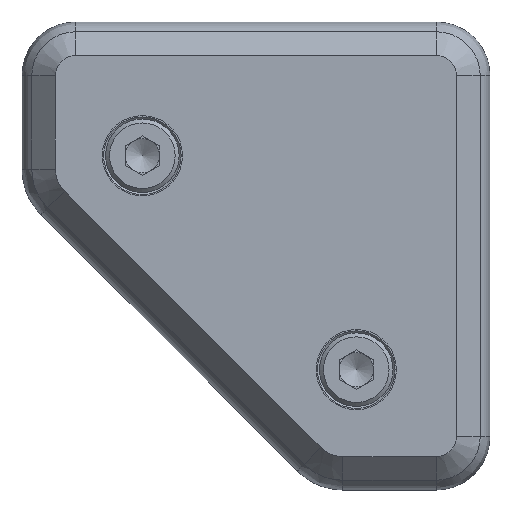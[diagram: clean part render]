
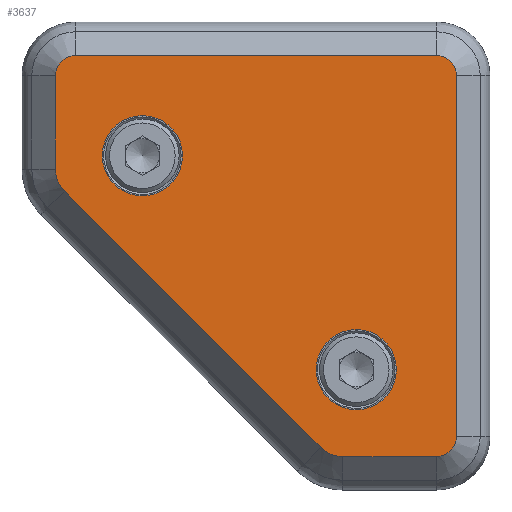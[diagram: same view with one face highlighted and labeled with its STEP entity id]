
A CAD part, front view. The second image highlights one B-rep face of the part: STEP entity #3637.
In plain terms, the highlighted planar face has unit normal (0, -1, 0).
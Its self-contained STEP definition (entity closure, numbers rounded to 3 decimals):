
#113=FACE_BOUND('',#670,.T.);
#114=FACE_BOUND('',#671,.T.);
#182=PLANE('',#4051);
#438=FACE_OUTER_BOUND('',#669,.T.);
#669=EDGE_LOOP('',(#3086,#3087,#3088,#3089,#3090,#3091,#3092,#3093,#3094,
#3095));
#670=EDGE_LOOP('',(#3096));
#671=EDGE_LOOP('',(#3097));
#911=LINE('',#6369,#1197);
#915=LINE('',#6378,#1201);
#918=LINE('',#6386,#1204);
#936=LINE('',#6432,#1222);
#937=LINE('',#6434,#1223);
#1197=VECTOR('',#4905,10.);
#1201=VECTOR('',#4915,10.);
#1204=VECTOR('',#4924,10.);
#1222=VECTOR('',#4970,10.);
#1223=VECTOR('',#4973,10.);
#1456=CIRCLE('',#4027,1.5);
#1457=CIRCLE('',#4030,1.5);
#1460=CIRCLE('',#4040,1.5);
#1461=CIRCLE('',#4042,2.3);
#1462=CIRCLE('',#4044,2.3);
#1465=CIRCLE('',#4052,3.);
#1466=CIRCLE('',#4053,3.);
#1736=VERTEX_POINT('',#6366);
#1737=VERTEX_POINT('',#6368);
#1738=VERTEX_POINT('',#6372);
#1739=VERTEX_POINT('',#6376);
#1740=VERTEX_POINT('',#6380);
#1741=VERTEX_POINT('',#6384);
#1752=VERTEX_POINT('',#6418);
#1753=VERTEX_POINT('',#6422);
#1754=VERTEX_POINT('',#6424);
#1755=VERTEX_POINT('',#6428);
#1758=VERTEX_POINT('',#6444);
#1759=VERTEX_POINT('',#6446);
#2185=EDGE_CURVE('',#1736,#1737,#911,.T.);
#2188=EDGE_CURVE('',#1738,#1736,#1456,.T.);
#2190=EDGE_CURVE('',#1739,#1738,#915,.T.);
#2192=EDGE_CURVE('',#1740,#1739,#1457,.T.);
#2194=EDGE_CURVE('',#1741,#1740,#918,.T.);
#2210=EDGE_CURVE('',#1737,#1752,#1460,.T.);
#2213=EDGE_CURVE('',#1753,#1754,#1461,.T.);
#2216=EDGE_CURVE('',#1755,#1741,#1462,.T.);
#2217=EDGE_CURVE('',#1752,#1753,#936,.T.);
#2218=EDGE_CURVE('',#1754,#1755,#937,.T.);
#2223=EDGE_CURVE('',#1758,#1758,#1465,.T.);
#2224=EDGE_CURVE('',#1759,#1759,#1466,.T.);
#3086=ORIENTED_EDGE('',*,*,#2192,.F.);
#3087=ORIENTED_EDGE('',*,*,#2194,.F.);
#3088=ORIENTED_EDGE('',*,*,#2216,.F.);
#3089=ORIENTED_EDGE('',*,*,#2218,.F.);
#3090=ORIENTED_EDGE('',*,*,#2213,.F.);
#3091=ORIENTED_EDGE('',*,*,#2217,.F.);
#3092=ORIENTED_EDGE('',*,*,#2210,.F.);
#3093=ORIENTED_EDGE('',*,*,#2185,.F.);
#3094=ORIENTED_EDGE('',*,*,#2188,.F.);
#3095=ORIENTED_EDGE('',*,*,#2190,.F.);
#3096=ORIENTED_EDGE('',*,*,#2223,.T.);
#3097=ORIENTED_EDGE('',*,*,#2224,.T.);
#3637=ADVANCED_FACE('',(#438,#113,#114),#182,.F.);
#4027=AXIS2_PLACEMENT_3D('',#6374,#4910,#4911);
#4030=AXIS2_PLACEMENT_3D('',#6382,#4919,#4920);
#4040=AXIS2_PLACEMENT_3D('',#6419,#4954,#4955);
#4042=AXIS2_PLACEMENT_3D('',#6425,#4960,#4961);
#4044=AXIS2_PLACEMENT_3D('',#6430,#4966,#4967);
#4051=AXIS2_PLACEMENT_3D('',#6443,#4984,#4985);
#4052=AXIS2_PLACEMENT_3D('',#6445,#4986,#4987);
#4053=AXIS2_PLACEMENT_3D('',#6447,#4988,#4989);
#4905=DIRECTION('',(0.,0.,-1.));
#4910=DIRECTION('center_axis',(0.,1.,0.));
#4911=DIRECTION('ref_axis',(0.707,0.,0.707));
#4915=DIRECTION('',(1.,0.,0.));
#4919=DIRECTION('center_axis',(0.,1.,0.));
#4920=DIRECTION('ref_axis',(-0.707,0.,0.707));
#4924=DIRECTION('',(0.,0.,1.));
#4954=DIRECTION('center_axis',(0.,1.,0.));
#4955=DIRECTION('ref_axis',(0.707,0.,-0.707));
#4960=DIRECTION('center_axis',(0.,1.,0.));
#4961=DIRECTION('ref_axis',(-0.383,0.,-0.924));
#4966=DIRECTION('center_axis',(0.,1.,0.));
#4967=DIRECTION('ref_axis',(-0.924,0.,-0.383));
#4970=DIRECTION('',(-1.,0.,0.));
#4973=DIRECTION('',(-0.707,0.,0.707));
#4984=DIRECTION('center_axis',(0.,1.,0.));
#4985=DIRECTION('ref_axis',(1.,0.,0.));
#4986=DIRECTION('center_axis',(0.,1.,0.));
#4987=DIRECTION('ref_axis',(1.,0.,0.));
#4988=DIRECTION('center_axis',(0.,1.,0.));
#4989=DIRECTION('ref_axis',(1.,0.,0.));
#6366=CARTESIAN_POINT('',(87.5,-1.,16.));
#6368=CARTESIAN_POINT('',(87.5,-1.,-11.));
#6369=CARTESIAN_POINT('',(87.5,-1.,11.25));
#6372=CARTESIAN_POINT('',(86.,-1.,17.5));
#6374=CARTESIAN_POINT('Origin',(86.,-1.,16.));
#6376=CARTESIAN_POINT('',(59.,-1.,17.5));
#6378=CARTESIAN_POINT('',(50.,-1.,17.5));
#6380=CARTESIAN_POINT('',(57.5,-1.,16.));
#6382=CARTESIAN_POINT('Origin',(59.,-1.,16.));
#6384=CARTESIAN_POINT('',(57.5,-1.,8.988));
#6386=CARTESIAN_POINT('',(57.5,-1.,4.75));
#6418=CARTESIAN_POINT('',(86.,-1.,-12.5));
#6419=CARTESIAN_POINT('Origin',(86.,-1.,-11.));
#6422=CARTESIAN_POINT('',(78.988,-1.,-12.5));
#6424=CARTESIAN_POINT('',(77.362,-1.,-11.826));
#6425=CARTESIAN_POINT('Origin',(78.988,-1.,-10.2));
#6428=CARTESIAN_POINT('',(58.174,-1.,7.362));
#6430=CARTESIAN_POINT('Origin',(59.8,-1.,8.988));
#6432=CARTESIAN_POINT('',(67.5,-1.,-12.5));
#6434=CARTESIAN_POINT('',(66.393,-1.,-0.857));
#6443=CARTESIAN_POINT('Origin',(45.,-1.,2.5));
#6444=CARTESIAN_POINT('',(77.,-1.,-6.));
#6445=CARTESIAN_POINT('Origin',(80.,-1.,-6.));
#6446=CARTESIAN_POINT('',(61.,-1.,10.));
#6447=CARTESIAN_POINT('Origin',(64.,-1.,10.));
